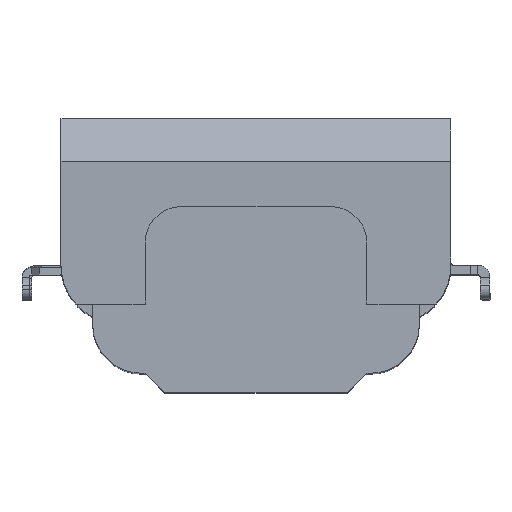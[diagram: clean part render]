
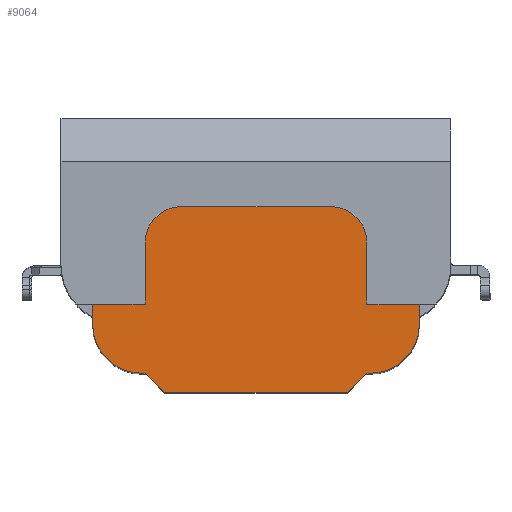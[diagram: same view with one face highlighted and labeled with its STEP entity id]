
A CAD part, top view. The second image highlights one B-rep face of the part: STEP entity #9064.
In plain terms, the highlighted planar face has unit normal (0, 0, 1).
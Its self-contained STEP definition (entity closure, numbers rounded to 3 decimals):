
#144 = CARTESIAN_POINT ( 'NONE',  ( -10.275, 0.65, 7.3 ) ) ;
#148 = VERTEX_POINT ( 'NONE', #7347 ) ;
#449 = ORIENTED_EDGE ( 'NONE', *, *, #3320, .T. ) ;
#539 = CARTESIAN_POINT ( 'NONE',  ( -11.35, -0.867, 7.3 ) ) ;
#601 = ORIENTED_EDGE ( 'NONE', *, *, #1278, .F. ) ;
#906 = VERTEX_POINT ( 'NONE', #1921 ) ;
#1006 = VERTEX_POINT ( 'NONE', #9353 ) ;
#1024 = DIRECTION ( 'NONE',  ( 0., -1., 0. ) ) ;
#1167 = AXIS2_PLACEMENT_3D ( 'NONE', #2839, #8771, #2966 ) ;
#1256 = CARTESIAN_POINT ( 'NONE',  ( -5.2, -0.6, 7.3 ) ) ;
#1278 = EDGE_CURVE ( 'NONE', #1874, #9382, #7610, .T. ) ;
#1288 = CARTESIAN_POINT ( 'NONE',  ( -5.65, -2.02, 7.3 ) ) ;
#1348 = VERTEX_POINT ( 'NONE', #2982 ) ;
#1447 = CARTESIAN_POINT ( 'NONE',  ( -4.65, -0.867, 7.3 ) ) ;
#1552 = EDGE_CURVE ( 'NONE', #1348, #6355, #5196, .T. ) ;
#1588 = ORIENTED_EDGE ( 'NONE', *, *, #2879, .T. ) ;
#1746 = DIRECTION ( 'NONE',  ( -1., 0., 0. ) ) ;
#1815 = CARTESIAN_POINT ( 'NONE',  ( -4.65, -1.02, 7.3 ) ) ;
#1822 = CARTESIAN_POINT ( 'NONE',  ( -6.125, -2.42, 7.3 ) ) ;
#1874 = VERTEX_POINT ( 'NONE', #8061 ) ;
#1921 = CARTESIAN_POINT ( 'NONE',  ( -10.35, -2.02, 7.3 ) ) ;
#1934 = DIRECTION ( 'NONE',  ( -1., 0., 0. ) ) ;
#1994 = CARTESIAN_POINT ( 'NONE',  ( -10.275, -2.02, 7.3 ) ) ;
#2039 = AXIS2_PLACEMENT_3D ( 'NONE', #5831, #4492, #3631 ) ;
#2169 = EDGE_CURVE ( 'NONE', #3627, #1006, #8164, .T. ) ;
#2357 = VERTEX_POINT ( 'NONE', #6480 ) ;
#2469 = EDGE_CURVE ( 'NONE', #9382, #1348, #4617, .T. ) ;
#2493 = CIRCLE ( 'NONE', #3982, 1. ) ;
#2626 = EDGE_CURVE ( 'NONE', #3494, #8845, #8041, .T. ) ;
#2668 = ORIENTED_EDGE ( 'NONE', *, *, #8169, .F. ) ;
#2716 = CARTESIAN_POINT ( 'NONE',  ( -4.65, -0.6, 7.3 ) ) ;
#2750 = CARTESIAN_POINT ( 'NONE',  ( -6.475, 1.4, 7.3 ) ) ;
#2839 = CARTESIAN_POINT ( 'NONE',  ( -5.65, -1.02, 7.3 ) ) ;
#2847 = CARTESIAN_POINT ( 'NONE',  ( -6.475, 0.65, 7.3 ) ) ;
#2879 = EDGE_CURVE ( 'NONE', #3627, #6763, #4389, .T. ) ;
#2887 = ORIENTED_EDGE ( 'NONE', *, *, #1552, .F. ) ;
#2966 = DIRECTION ( 'NONE',  ( -1., 0., 0. ) ) ;
#2982 = CARTESIAN_POINT ( 'NONE',  ( -5.725, 0.65, 7.3 ) ) ;
#2996 = LINE ( 'NONE', #6260, #4707 ) ;
#2999 = ORIENTED_EDGE ( 'NONE', *, *, #6454, .F. ) ;
#3003 = CARTESIAN_POINT ( 'NONE',  ( -10.35, -1.02, 7.3 ) ) ;
#3035 = DIRECTION ( 'NONE',  ( 0., 0., -1. ) ) ;
#3320 = EDGE_CURVE ( 'NONE', #3494, #6355, #8247, .T. ) ;
#3494 = VERTEX_POINT ( 'NONE', #2716 ) ;
#3627 = VERTEX_POINT ( 'NONE', #5750 ) ;
#3631 = DIRECTION ( 'NONE',  ( -1., 0., 0. ) ) ;
#3726 = VECTOR ( 'NONE', #8251, 1000. ) ;
#3742 = VECTOR ( 'NONE', #9497, 1000. ) ;
#3972 = CARTESIAN_POINT ( 'NONE',  ( -5.725, -2.02, 7.3 ) ) ;
#3982 = AXIS2_PLACEMENT_3D ( 'NONE', #3003, #3035, #4546 ) ;
#4136 = ORIENTED_EDGE ( 'NONE', *, *, #2469, .F. ) ;
#4191 = VECTOR ( 'NONE', #1024, 1000. ) ;
#4323 = DIRECTION ( 'NONE',  ( 0., 0., -1. ) ) ;
#4376 = VECTOR ( 'NONE', #8618, 1000. ) ;
#4382 = CIRCLE ( 'NONE', #1167, 1. ) ;
#4389 = LINE ( 'NONE', #9069, #7142 ) ;
#4492 = DIRECTION ( 'NONE',  ( 0., 0., -1. ) ) ;
#4546 = DIRECTION ( 'NONE',  ( -1., 0., 0. ) ) ;
#4559 = ORIENTED_EDGE ( 'NONE', *, *, #2169, .F. ) ;
#4617 = CIRCLE ( 'NONE', #5162, 0.75 ) ;
#4641 = EDGE_CURVE ( 'NONE', #9232, #8352, #7144, .T. ) ;
#4707 = VECTOR ( 'NONE', #7687, 1000. ) ;
#4729 = DIRECTION ( 'NONE',  ( -0.707, -0.707, 0. ) ) ;
#4828 = CARTESIAN_POINT ( 'NONE',  ( -5.725, -0.6, 7.3 ) ) ;
#4973 = VECTOR ( 'NONE', #4729, 1000. ) ;
#5035 = EDGE_CURVE ( 'NONE', #8845, #9232, #4382, .T. ) ;
#5162 = AXIS2_PLACEMENT_3D ( 'NONE', #2847, #4323, #7214 ) ;
#5176 = VERTEX_POINT ( 'NONE', #1822 ) ;
#5196 = LINE ( 'NONE', #4828, #4191 ) ;
#5250 = EDGE_CURVE ( 'NONE', #5176, #148, #2996, .T. ) ;
#5356 = LINE ( 'NONE', #1994, #8676 ) ;
#5457 = VECTOR ( 'NONE', #8664, 1000. ) ;
#5576 = DIRECTION ( 'NONE',  ( -0.707, 0.707, 0. ) ) ;
#5750 = CARTESIAN_POINT ( 'NONE',  ( -10.275, -0.6, 7.3 ) ) ;
#5831 = CARTESIAN_POINT ( 'NONE',  ( -5.2, 0.2, 7.3 ) ) ;
#5889 = AXIS2_PLACEMENT_3D ( 'NONE', #6001, #7527, #8979 ) ;
#5921 = DIRECTION ( 'NONE',  ( 0., -1., 0. ) ) ;
#6001 = CARTESIAN_POINT ( 'NONE',  ( -9.525, 0.65, 7.3 ) ) ;
#6171 = CARTESIAN_POINT ( 'NONE',  ( -9.875, -2.42, 7.3 ) ) ;
#6230 = EDGE_CURVE ( 'NONE', #6654, #906, #5356, .T. ) ;
#6260 = CARTESIAN_POINT ( 'NONE',  ( -6.125, -2.42, 7.3 ) ) ;
#6331 = EDGE_LOOP ( 'NONE', ( #7346, #449, #2887, #4136, #601, #8016, #4559, #1588, #7462, #2999, #7440, #2668, #9390, #7153, #8434, #9220 ) ) ;
#6355 = VERTEX_POINT ( 'NONE', #9452 ) ;
#6369 = CARTESIAN_POINT ( 'NONE',  ( -11.35, -0.6, 7.3 ) ) ;
#6454 = EDGE_CURVE ( 'NONE', #906, #2357, #2493, .T. ) ;
#6480 = CARTESIAN_POINT ( 'NONE',  ( -11.35, -1.02, 7.3 ) ) ;
#6654 = VERTEX_POINT ( 'NONE', #8354 ) ;
#6763 = VERTEX_POINT ( 'NONE', #6369 ) ;
#6830 = FACE_OUTER_BOUND ( 'NONE', #6331, .T. ) ;
#6843 = EDGE_CURVE ( 'NONE', #2357, #6763, #7424, .T. ) ;
#7027 = VECTOR ( 'NONE', #1934, 1000. ) ;
#7049 = EDGE_CURVE ( 'NONE', #1006, #1874, #9224, .T. ) ;
#7142 = VECTOR ( 'NONE', #1746, 1000. ) ;
#7144 = LINE ( 'NONE', #1288, #7027 ) ;
#7153 = ORIENTED_EDGE ( 'NONE', *, *, #9281, .F. ) ;
#7214 = DIRECTION ( 'NONE',  ( -1., 0., 0. ) ) ;
#7346 = ORIENTED_EDGE ( 'NONE', *, *, #2626, .F. ) ;
#7347 = CARTESIAN_POINT ( 'NONE',  ( -9.875, -2.42, 7.3 ) ) ;
#7417 = VECTOR ( 'NONE', #5576, 1000. ) ;
#7424 = LINE ( 'NONE', #539, #5457 ) ;
#7440 = ORIENTED_EDGE ( 'NONE', *, *, #6230, .F. ) ;
#7462 = ORIENTED_EDGE ( 'NONE', *, *, #6843, .F. ) ;
#7527 = DIRECTION ( 'NONE',  ( 0., 0., -1. ) ) ;
#7610 = LINE ( 'NONE', #8821, #3742 ) ;
#7687 = DIRECTION ( 'NONE',  ( -1., 0., 0. ) ) ;
#8016 = ORIENTED_EDGE ( 'NONE', *, *, #7049, .F. ) ;
#8041 = LINE ( 'NONE', #1447, #9282 ) ;
#8045 = CARTESIAN_POINT ( 'NONE',  ( -5.725, -2.02, 7.3 ) ) ;
#8061 = CARTESIAN_POINT ( 'NONE',  ( -9.525, 1.4, 7.3 ) ) ;
#8164 = LINE ( 'NONE', #144, #3726 ) ;
#8169 = EDGE_CURVE ( 'NONE', #148, #6654, #8984, .T. ) ;
#8247 = LINE ( 'NONE', #1256, #4376 ) ;
#8251 = DIRECTION ( 'NONE',  ( 0., 1., 0. ) ) ;
#8352 = VERTEX_POINT ( 'NONE', #8045 ) ;
#8354 = CARTESIAN_POINT ( 'NONE',  ( -10.275, -2.02, 7.3 ) ) ;
#8364 = CARTESIAN_POINT ( 'NONE',  ( -5.65, -2.02, 7.3 ) ) ;
#8395 = LINE ( 'NONE', #3972, #4973 ) ;
#8434 = ORIENTED_EDGE ( 'NONE', *, *, #4641, .F. ) ;
#8618 = DIRECTION ( 'NONE',  ( -1., 0., 0. ) ) ;
#8664 = DIRECTION ( 'NONE',  ( 0., 1., 0. ) ) ;
#8676 = VECTOR ( 'NONE', #9254, 1000. ) ;
#8771 = DIRECTION ( 'NONE',  ( 0., 0., -1. ) ) ;
#8821 = CARTESIAN_POINT ( 'NONE',  ( -6.475, 1.4, 7.3 ) ) ;
#8845 = VERTEX_POINT ( 'NONE', #1815 ) ;
#8848 = PLANE ( 'NONE',  #2039 ) ;
#8979 = DIRECTION ( 'NONE',  ( -1., 0., 0. ) ) ;
#8984 = LINE ( 'NONE', #6171, #7417 ) ;
#9064 = ADVANCED_FACE ( 'NONE', ( #6830 ), #8848, .F. ) ;
#9069 = CARTESIAN_POINT ( 'NONE',  ( -5.2, -0.6, 7.3 ) ) ;
#9220 = ORIENTED_EDGE ( 'NONE', *, *, #5035, .F. ) ;
#9224 = CIRCLE ( 'NONE', #5889, 0.75 ) ;
#9232 = VERTEX_POINT ( 'NONE', #8364 ) ;
#9254 = DIRECTION ( 'NONE',  ( -1., 0., 0. ) ) ;
#9281 = EDGE_CURVE ( 'NONE', #8352, #5176, #8395, .T. ) ;
#9282 = VECTOR ( 'NONE', #5921, 1000. ) ;
#9353 = CARTESIAN_POINT ( 'NONE',  ( -10.275, 0.65, 7.3 ) ) ;
#9382 = VERTEX_POINT ( 'NONE', #2750 ) ;
#9390 = ORIENTED_EDGE ( 'NONE', *, *, #5250, .F. ) ;
#9452 = CARTESIAN_POINT ( 'NONE',  ( -5.725, -0.6, 7.3 ) ) ;
#9497 = DIRECTION ( 'NONE',  ( 1., 0., 0. ) ) ;
